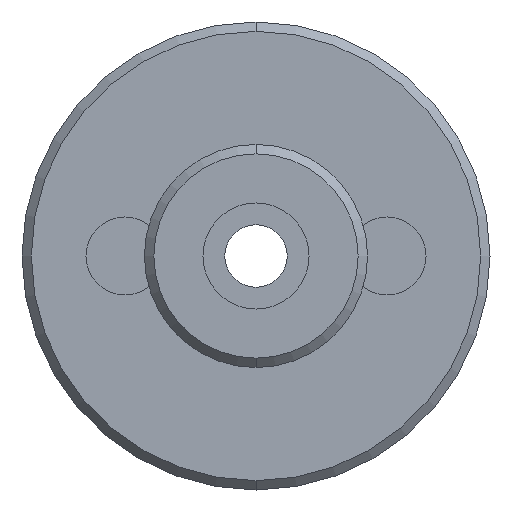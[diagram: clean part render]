
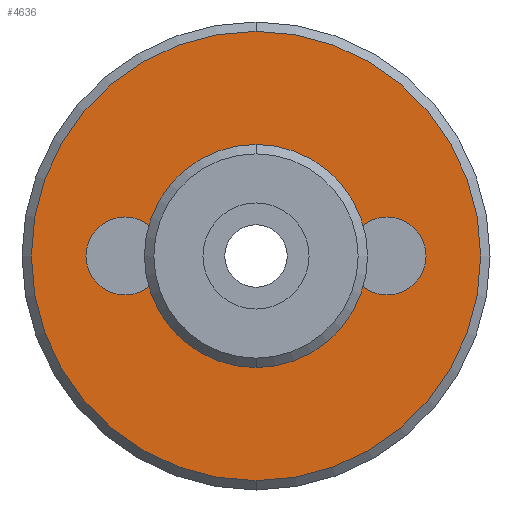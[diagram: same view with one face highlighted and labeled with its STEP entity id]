
A CAD part, front view. The second image highlights one B-rep face of the part: STEP entity #4636.
In plain terms, the highlighted planar face has unit normal (0, -1, 0).
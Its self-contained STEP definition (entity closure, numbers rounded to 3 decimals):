
#375 = ORIENTED_EDGE ( 'NONE', *, *, #3358, .T. ) ;
#406 = VERTEX_POINT ( 'NONE', #2496 ) ;
#417 = VERTEX_POINT ( 'NONE', #2521 ) ;
#422 = VERTEX_POINT ( 'NONE', #2511 ) ;
#608 = ORIENTED_EDGE ( 'NONE', *, *, #3356, .T. ) ;
#612 = ORIENTED_EDGE ( 'NONE', *, *, #3694, .T. ) ;
#613 = ORIENTED_EDGE ( 'NONE', *, *, #3839, .T. ) ;
#615 = ORIENTED_EDGE ( 'NONE', *, *, #3677, .T. ) ;
#616 = ORIENTED_EDGE ( 'NONE', *, *, #3349, .T. ) ;
#622 = ORIENTED_EDGE ( 'NONE', *, *, #3703, .T. ) ;
#623 = ORIENTED_EDGE ( 'NONE', *, *, #3838, .T. ) ;
#707 = EDGE_LOOP ( 'NONE', ( #608, #615 ) ) ;
#725 = EDGE_LOOP ( 'NONE', ( #613, #622 ) ) ;
#757 = VERTEX_POINT ( 'NONE', #2524 ) ;
#768 = VERTEX_POINT ( 'NONE', #2458 ) ;
#777 = VERTEX_POINT ( 'NONE', #2528 ) ;
#803 = EDGE_LOOP ( 'NONE', ( #616, #612 ) ) ;
#804 = EDGE_LOOP ( 'NONE', ( #623, #375 ) ) ;
#857 = VERTEX_POINT ( 'NONE', #2451 ) ;
#896 = VERTEX_POINT ( 'NONE', #2548 ) ;
#1125 = CIRCLE ( 'NONE', #3427, 1.25 ) ;
#1156 = CIRCLE ( 'NONE', #3456, 2.9 ) ;
#1164 = CIRCLE ( 'NONE', #3418, 1.25 ) ;
#1273 = CIRCLE ( 'NONE', #3521, 1.25 ) ;
#1362 = CIRCLE ( 'NONE', #3529, 7.2 ) ;
#1373 = CIRCLE ( 'NONE', #3528, 1.25 ) ;
#1403 = CIRCLE ( 'NONE', #3554, 7.2 ) ;
#1406 = CIRCLE ( 'NONE', #3560, 2.9 ) ;
#1450 = CARTESIAN_POINT ( 'NONE',  ( 0., 5.5, 0. ) ) ;
#1497 = DIRECTION ( 'NONE',  ( 0., 0., 1. ) ) ;
#1512 = CARTESIAN_POINT ( 'NONE',  ( 4.2, 5.5, 0. ) ) ;
#1514 = DIRECTION ( 'NONE',  ( 0., 0., 1. ) ) ;
#1521 = CARTESIAN_POINT ( 'NONE',  ( -4.2, 5.5, 0. ) ) ;
#1591 = DIRECTION ( 'NONE',  ( 0., 1., 0. ) ) ;
#1596 = DIRECTION ( 'NONE',  ( 0., 0., 1. ) ) ;
#1598 = DIRECTION ( 'NONE',  ( 0., 1., 0. ) ) ;
#1610 = CARTESIAN_POINT ( 'NONE',  ( 0., 5.5, 0. ) ) ;
#1613 = DIRECTION ( 'NONE',  ( 0., -1., 0. ) ) ;
#1614 = DIRECTION ( 'NONE',  ( 0., 0., 1. ) ) ;
#1673 = DIRECTION ( 'NONE',  ( 0., 1., 0. ) ) ;
#1726 = DIRECTION ( 'NONE',  ( 0., 0., 1. ) ) ;
#1730 = DIRECTION ( 'NONE',  ( 0., 1., 0. ) ) ;
#1748 = CARTESIAN_POINT ( 'NONE',  ( -4.2, 5.5, 0. ) ) ;
#1853 = CARTESIAN_POINT ( 'NONE',  ( 4.2, 5.5, 0. ) ) ;
#1857 = DIRECTION ( 'NONE',  ( 0., 1., 0. ) ) ;
#1881 = DIRECTION ( 'NONE',  ( 0., 0., 1. ) ) ;
#2451 = CARTESIAN_POINT ( 'NONE',  ( -4.2, 5.5, -1.25 ) ) ;
#2458 = CARTESIAN_POINT ( 'NONE',  ( 4.2, 5.5, 1.25 ) ) ;
#2496 = CARTESIAN_POINT ( 'NONE',  ( 0., 5.5, -7.2 ) ) ;
#2511 = CARTESIAN_POINT ( 'NONE',  ( 0., 5.5, -2.9 ) ) ;
#2521 = CARTESIAN_POINT ( 'NONE',  ( 0., 5.5, 2.9 ) ) ;
#2524 = CARTESIAN_POINT ( 'NONE',  ( 0., 5.5, 7.2 ) ) ;
#2528 = CARTESIAN_POINT ( 'NONE',  ( -4.2, 5.5, 1.25 ) ) ;
#2548 = CARTESIAN_POINT ( 'NONE',  ( 4.2, 5.5, -1.25 ) ) ;
#3168 = PLANE ( 'NONE',  #4063 ) ;
#3179 = CARTESIAN_POINT ( 'NONE',  ( 7.5, 5.5, 0. ) ) ;
#3180 = DIRECTION ( 'NONE',  ( 0., 1., 0. ) ) ;
#3186 = DIRECTION ( 'NONE',  ( 0., 0., 1. ) ) ;
#3349 = EDGE_CURVE ( 'NONE', #777, #857, #1125, .T. ) ;
#3356 = EDGE_CURVE ( 'NONE', #768, #896, #1164, .T. ) ;
#3358 = EDGE_CURVE ( 'NONE', #422, #417, #1156, .T. ) ;
#3418 = AXIS2_PLACEMENT_3D ( 'NONE', #1512, #1673, #1497 ) ;
#3427 = AXIS2_PLACEMENT_3D ( 'NONE', #1748, #1730, #1726 ) ;
#3456 = AXIS2_PLACEMENT_3D ( 'NONE', #1450, #1591, #1514 ) ;
#3521 = AXIS2_PLACEMENT_3D ( 'NONE', #1853, #1857, #1881 ) ;
#3528 = AXIS2_PLACEMENT_3D ( 'NONE', #1521, #1598, #1596 ) ;
#3529 = AXIS2_PLACEMENT_3D ( 'NONE', #1610, #1613, #1614 ) ;
#3554 = AXIS2_PLACEMENT_3D ( 'NONE', #5236, #5186, #5222 ) ;
#3560 = AXIS2_PLACEMENT_3D ( 'NONE', #5234, #5223, #5227 ) ;
#3677 = EDGE_CURVE ( 'NONE', #896, #768, #1273, .T. ) ;
#3694 = EDGE_CURVE ( 'NONE', #857, #777, #1373, .T. ) ;
#3703 = EDGE_CURVE ( 'NONE', #406, #757, #1362, .T. ) ;
#3838 = EDGE_CURVE ( 'NONE', #417, #422, #1406, .T. ) ;
#3839 = EDGE_CURVE ( 'NONE', #757, #406, #1403, .T. ) ;
#4063 = AXIS2_PLACEMENT_3D ( 'NONE', #3179, #3180, #3186 ) ;
#4525 = FACE_BOUND ( 'NONE', #804, .T. ) ;
#4526 = FACE_BOUND ( 'NONE', #707, .T. ) ;
#4527 = FACE_OUTER_BOUND ( 'NONE', #725, .T. ) ;
#4530 = FACE_BOUND ( 'NONE', #803, .T. ) ;
#4636 = ADVANCED_FACE ( 'NONE', ( #4526, #4530, #4527, #4525 ), #3168, .F. ) ;
#5186 = DIRECTION ( 'NONE',  ( 0., -1., 0. ) ) ;
#5222 = DIRECTION ( 'NONE',  ( 0., 0., 1. ) ) ;
#5223 = DIRECTION ( 'NONE',  ( 0., 1., 0. ) ) ;
#5227 = DIRECTION ( 'NONE',  ( 0., 0., 1. ) ) ;
#5234 = CARTESIAN_POINT ( 'NONE',  ( 0., 5.5, 0. ) ) ;
#5236 = CARTESIAN_POINT ( 'NONE',  ( 0., 5.5, 0. ) ) ;
